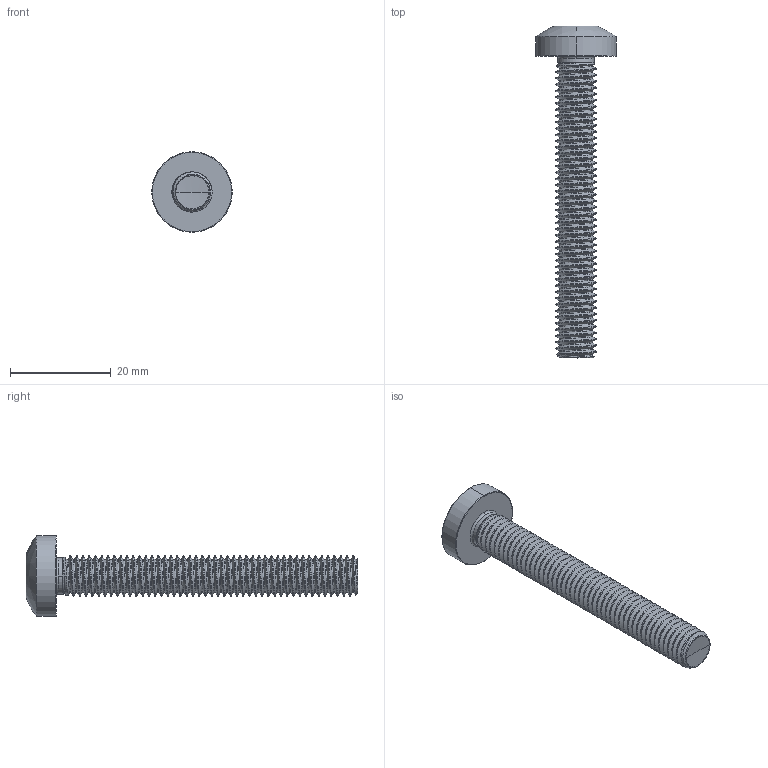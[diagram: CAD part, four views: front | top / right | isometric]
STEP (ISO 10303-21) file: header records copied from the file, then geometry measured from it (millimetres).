
FILE_DESCRIPTION (( 'STEP AP203' ), '1' );
FILE_NAME ('STM390800600.STEP', '2020-12-23T19:33:03', ( '' ), ( '' ), 'SwSTEP 2.0', 'SolidWorks 2015', '' );
FILE_SCHEMA (( 'CONFIG_CONTROL_DESIGN' ));
Products named in the file (2): STM390800600
Bounding box: 16 x 66 x 16 mm (x, y, z)
Volume: 3373.8 mm3; surface area: 2956.3 mm2
Topology: 1 solids, 1 shells, 165 faces, 455 edges, 292 vertices
Faces by surface type: cylinder 115, bspline 18, torus 13, cone 12, sphere 4, plane 3
Entity records: 50002 total; most frequent: CARTESIAN_POINT 46392, ORIENTED_EDGE 906, DIRECTION 550, EDGE_CURVE 453, VERTEX_POINT 292, AXIS2_PLACEMENT_3D 213, EDGE_LOOP 167, FACE_OUTER_BOUND 165
